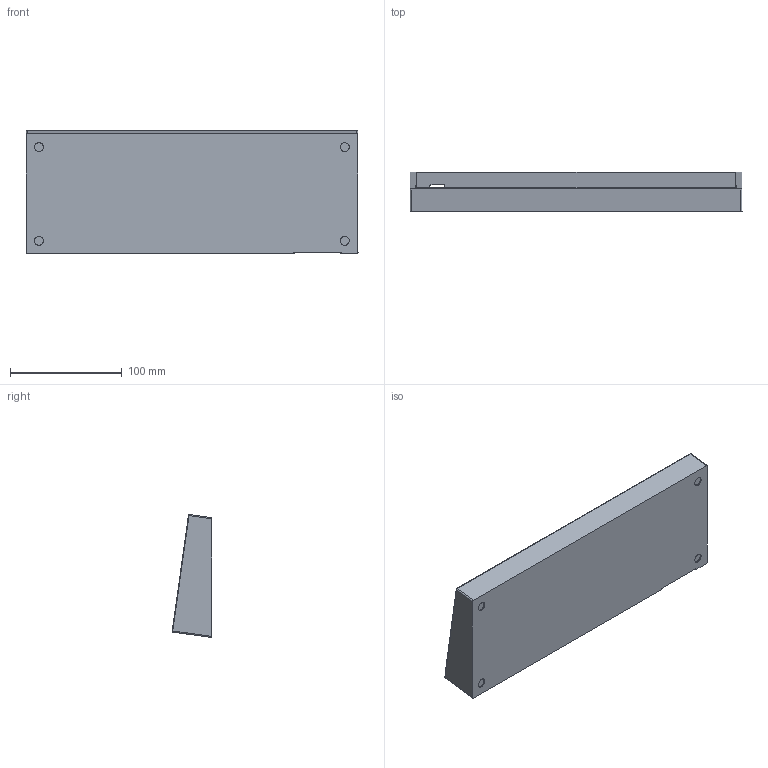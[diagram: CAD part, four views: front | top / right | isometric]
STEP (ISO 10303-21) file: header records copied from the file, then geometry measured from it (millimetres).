
FILE_DESCRIPTION(/* description */ (''),/* implementation_level */ '2;1');
FILE_NAME(/* name */ 'Klippe_R3_render_file.step',/* time_stamp */ '2020-01-31T16:42:31+01:00',/* author */ (''),/* organization */ (''),/* preprocessor_version */ 'ST-DEVELOPER v18',/* originating_system */ 'Autodesk Translation Framework v8.12.0.6',/* authorisation */ '');
FILE_SCHEMA (('AUTOMOTIVE_DESIGN { 1 0 10303 214 3 1 1 }'));
Length unit declared in the file: millimetre
Products named in the file (2): Klippe_R3_render_file; CASE angeled prototyp v22
Assembly tree (1 placements, depth 2):
  Klippe_R3_render_file
    CASE angeled prototyp v22
Bounding box: 297.2 x 35.5 x 110.11 mm (x, y, z)
Volume: 401666.7 mm3; surface area: 100773.5 mm2
Topology: 1 solids, 1 shells, 331 faces, 905 edges, 602 vertices
Faces by surface type: plane 219, bspline 89, cylinder 23
Full cylindrical faces by diameter (mm): 8 x4
Entity records: 11231 total; most frequent: CARTESIAN_POINT 3318, ORIENTED_EDGE 1810, DIRECTION 1279, EDGE_CURVE 905, LINE 681, VECTOR 681, VERTEX_POINT 602, EDGE_LOOP 359
